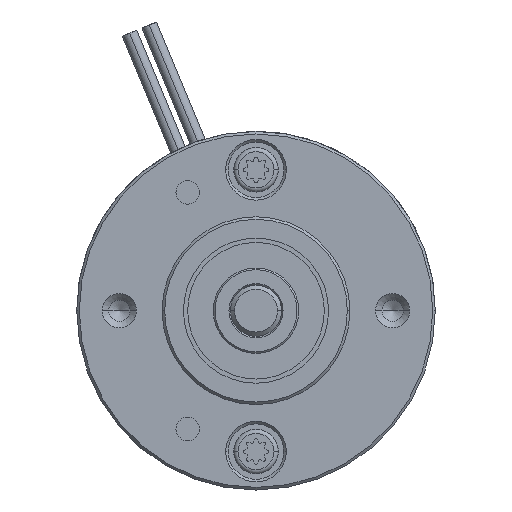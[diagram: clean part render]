
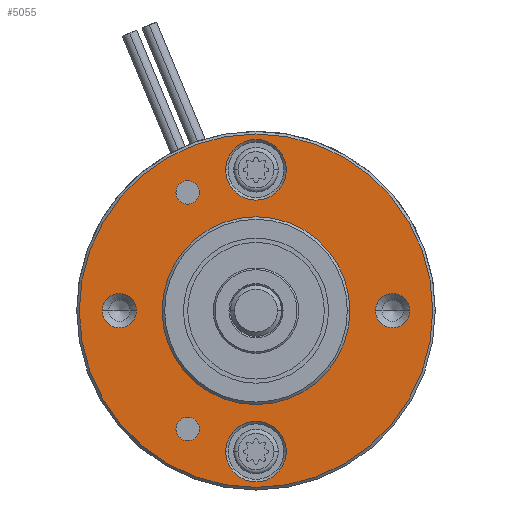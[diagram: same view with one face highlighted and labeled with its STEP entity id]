
A CAD part, front view. The second image highlights one B-rep face of the part: STEP entity #5055.
In plain terms, the highlighted planar face has unit normal (0, -1, 0).
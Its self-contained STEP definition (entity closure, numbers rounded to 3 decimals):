
#214=CARTESIAN_POINT('',(0.,-4.5,0.));
#215=DIRECTION('',(0.,-1.,0.));
#216=DIRECTION('',(1.,0.,0.));
#217=AXIS2_PLACEMENT_3D('',#214,#215,#216);
#219=CARTESIAN_POINT('',(0.,-4.5,0.));
#220=DIRECTION('',(0.,-1.,0.));
#221=DIRECTION('',(-1.,0.,0.));
#222=AXIS2_PLACEMENT_3D('',#219,#220,#221);
#224=CARTESIAN_POINT('',(-8.,-4.5,13.856));
#225=DIRECTION('',(0.,1.,0.));
#226=DIRECTION('',(-1.,0.,0.));
#227=AXIS2_PLACEMENT_3D('',#224,#225,#226);
#229=CARTESIAN_POINT('',(-8.,-4.5,13.856));
#230=DIRECTION('',(0.,1.,0.));
#231=DIRECTION('',(1.,0.,0.));
#232=AXIS2_PLACEMENT_3D('',#229,#230,#231);
#234=CARTESIAN_POINT('',(-8.,-4.5,-13.856));
#235=DIRECTION('',(0.,1.,0.));
#236=DIRECTION('',(-1.,0.,0.));
#237=AXIS2_PLACEMENT_3D('',#234,#235,#236);
#239=CARTESIAN_POINT('',(-8.,-4.5,-13.856));
#240=DIRECTION('',(0.,1.,0.));
#241=DIRECTION('',(1.,0.,0.));
#242=AXIS2_PLACEMENT_3D('',#239,#240,#241);
#244=CARTESIAN_POINT('',(-16.,-4.5,0.));
#245=DIRECTION('',(0.,-1.,0.));
#246=DIRECTION('',(-1.,0.,0.));
#247=AXIS2_PLACEMENT_3D('',#244,#245,#246);
#249=CARTESIAN_POINT('',(-16.,-4.5,0.));
#250=DIRECTION('',(0.,-1.,0.));
#251=DIRECTION('',(1.,0.,0.));
#252=AXIS2_PLACEMENT_3D('',#249,#250,#251);
#254=CARTESIAN_POINT('',(16.,-4.5,0.));
#255=DIRECTION('',(0.,-1.,0.));
#256=DIRECTION('',(-1.,0.,0.));
#257=AXIS2_PLACEMENT_3D('',#254,#255,#256);
#259=CARTESIAN_POINT('',(16.,-4.5,0.));
#260=DIRECTION('',(0.,-1.,0.));
#261=DIRECTION('',(1.,0.,0.));
#262=AXIS2_PLACEMENT_3D('',#259,#260,#261);
#264=CARTESIAN_POINT('',(0.,-4.5,-16.5));
#265=DIRECTION('',(0.,1.,0.));
#266=DIRECTION('',(1.,0.,0.));
#267=AXIS2_PLACEMENT_3D('',#264,#265,#266);
#269=CARTESIAN_POINT('',(0.,-4.5,-16.5));
#270=DIRECTION('',(0.,1.,0.));
#271=DIRECTION('',(-1.,0.,0.));
#272=AXIS2_PLACEMENT_3D('',#269,#270,#271);
#274=CARTESIAN_POINT('',(0.,-4.5,16.5));
#275=DIRECTION('',(0.,1.,0.));
#276=DIRECTION('',(1.,0.,0.));
#277=AXIS2_PLACEMENT_3D('',#274,#275,#276);
#279=CARTESIAN_POINT('',(0.,-4.5,16.5));
#280=DIRECTION('',(0.,1.,0.));
#281=DIRECTION('',(-1.,0.,0.));
#282=AXIS2_PLACEMENT_3D('',#279,#280,#281);
#2618=CARTESIAN_POINT('',(0.,-4.5,0.));
#2619=DIRECTION('',(0.,1.,0.));
#2620=DIRECTION('',(-1.,0.,0.));
#2621=AXIS2_PLACEMENT_3D('',#2618,#2619,#2620);
#2650=CARTESIAN_POINT('',(0.,-4.5,0.));
#2651=DIRECTION('',(0.,-1.,0.));
#2652=DIRECTION('',(-1.,0.,0.));
#2653=AXIS2_PLACEMENT_3D('',#2650,#2651,#2652);
#3804=CARTESIAN_POINT('',(-11.,-4.5,0.));
#3805=CARTESIAN_POINT('',(11.,-4.5,0.));
#3806=VERTEX_POINT('',#3804);
#3807=VERTEX_POINT('',#3805);
#3828=CARTESIAN_POINT('',(-18.,-4.5,0.));
#3829=CARTESIAN_POINT('',(-14.,-4.5,0.));
#3830=VERTEX_POINT('',#3828);
#3831=VERTEX_POINT('',#3829);
#3832=CARTESIAN_POINT('',(14.,-4.5,0.));
#3833=CARTESIAN_POINT('',(18.,-4.5,0.));
#3834=VERTEX_POINT('',#3832);
#3835=VERTEX_POINT('',#3833);
#3840=CARTESIAN_POINT('',(-9.375,-4.5,13.856));
#3841=CARTESIAN_POINT('',(-6.625,-4.5,13.856));
#3842=VERTEX_POINT('',#3840);
#3843=VERTEX_POINT('',#3841);
#3848=CARTESIAN_POINT('',(-9.375,-4.5,-13.856));
#3849=VERTEX_POINT('',#3848);
#3850=CARTESIAN_POINT('',(-6.625,-4.5,-13.856));
#3851=VERTEX_POINT('',#3850);
#3880=CARTESIAN_POINT('',(20.7,-4.5,0.));
#3881=CARTESIAN_POINT('',(-20.7,-4.5,0.));
#3882=VERTEX_POINT('',#3880);
#3883=VERTEX_POINT('',#3881);
#3920=CARTESIAN_POINT('',(3.55,-4.5,-16.5));
#3921=CARTESIAN_POINT('',(-3.55,-4.5,-16.5));
#3922=VERTEX_POINT('',#3920);
#3923=VERTEX_POINT('',#3921);
#3928=CARTESIAN_POINT('',(3.55,-4.5,16.5));
#3929=CARTESIAN_POINT('',(-3.55,-4.5,16.5));
#3930=VERTEX_POINT('',#3928);
#3931=VERTEX_POINT('',#3929);
#5003=CARTESIAN_POINT('',(0.,-4.5,0.));
#5004=DIRECTION('',(0.,1.,0.));
#5005=DIRECTION('',(1.,0.,0.));
#5006=AXIS2_PLACEMENT_3D('',#5003,#5004,#5005);
#5007=PLANE('',#5006);
#5009=ORIENTED_EDGE('',*,*,#5008,.F.);
#5011=ORIENTED_EDGE('',*,*,#5010,.F.);
#5012=EDGE_LOOP('',(#5009,#5011));
#5013=FACE_OUTER_BOUND('',#5012,.F.);
#5015=ORIENTED_EDGE('',*,*,#5014,.F.);
#5017=ORIENTED_EDGE('',*,*,#5016,.T.);
#5018=EDGE_LOOP('',(#5015,#5017));
#5019=FACE_BOUND('',#5018,.F.);
#5021=ORIENTED_EDGE('',*,*,#5020,.F.);
#5023=ORIENTED_EDGE('',*,*,#5022,.F.);
#5024=EDGE_LOOP('',(#5021,#5023));
#5025=FACE_BOUND('',#5024,.F.);
#5027=ORIENTED_EDGE('',*,*,#5026,.F.);
#5029=ORIENTED_EDGE('',*,*,#5028,.F.);
#5030=EDGE_LOOP('',(#5027,#5029));
#5031=FACE_BOUND('',#5030,.F.);
#5033=ORIENTED_EDGE('',*,*,#5032,.T.);
#5035=ORIENTED_EDGE('',*,*,#5034,.T.);
#5036=EDGE_LOOP('',(#5033,#5035));
#5037=FACE_BOUND('',#5036,.F.);
#5039=ORIENTED_EDGE('',*,*,#5038,.T.);
#5041=ORIENTED_EDGE('',*,*,#5040,.T.);
#5042=EDGE_LOOP('',(#5039,#5041));
#5043=FACE_BOUND('',#5042,.F.);
#5045=ORIENTED_EDGE('',*,*,#5044,.F.);
#5047=ORIENTED_EDGE('',*,*,#5046,.F.);
#5048=EDGE_LOOP('',(#5045,#5047));
#5049=FACE_BOUND('',#5048,.F.);
#5051=ORIENTED_EDGE('',*,*,#5050,.F.);
#5052=ORIENTED_EDGE('',*,*,#4993,.F.);
#5053=EDGE_LOOP('',(#5051,#5052));
#5054=FACE_BOUND('',#5053,.F.);
#5055=ADVANCED_FACE('',(#5013,#5019,#5025,#5031,#5037,#5043,#5049,#5054),#5007,
.F.);
#218=CIRCLE('',#217,20.7);
#223=CIRCLE('',#222,20.7);
#228=CIRCLE('',#227,1.375);
#233=CIRCLE('',#232,1.375);
#238=CIRCLE('',#237,1.375);
#243=CIRCLE('',#242,1.375);
#248=CIRCLE('',#247,2.);
#253=CIRCLE('',#252,2.);
#258=CIRCLE('',#257,2.);
#263=CIRCLE('',#262,2.);
#268=CIRCLE('',#267,3.55);
#273=CIRCLE('',#272,3.55);
#278=CIRCLE('',#277,3.55);
#283=CIRCLE('',#282,3.55);
#2622=CIRCLE('',#2621,11.);
#2654=CIRCLE('',#2653,11.);
#4993=EDGE_CURVE('',#3931,#3930,#283,.T.);
#5008=EDGE_CURVE('',#3882,#3883,#218,.T.);
#5010=EDGE_CURVE('',#3883,#3882,#223,.T.);
#5014=EDGE_CURVE('',#3806,#3807,#2622,.T.);
#5016=EDGE_CURVE('',#3806,#3807,#2654,.T.);
#5020=EDGE_CURVE('',#3842,#3843,#228,.T.);
#5022=EDGE_CURVE('',#3843,#3842,#233,.T.);
#5026=EDGE_CURVE('',#3849,#3851,#238,.T.);
#5028=EDGE_CURVE('',#3851,#3849,#243,.T.);
#5032=EDGE_CURVE('',#3830,#3831,#248,.T.);
#5034=EDGE_CURVE('',#3831,#3830,#253,.T.);
#5038=EDGE_CURVE('',#3834,#3835,#258,.T.);
#5040=EDGE_CURVE('',#3835,#3834,#263,.T.);
#5044=EDGE_CURVE('',#3922,#3923,#268,.T.);
#5046=EDGE_CURVE('',#3923,#3922,#273,.T.);
#5050=EDGE_CURVE('',#3930,#3931,#278,.T.);
